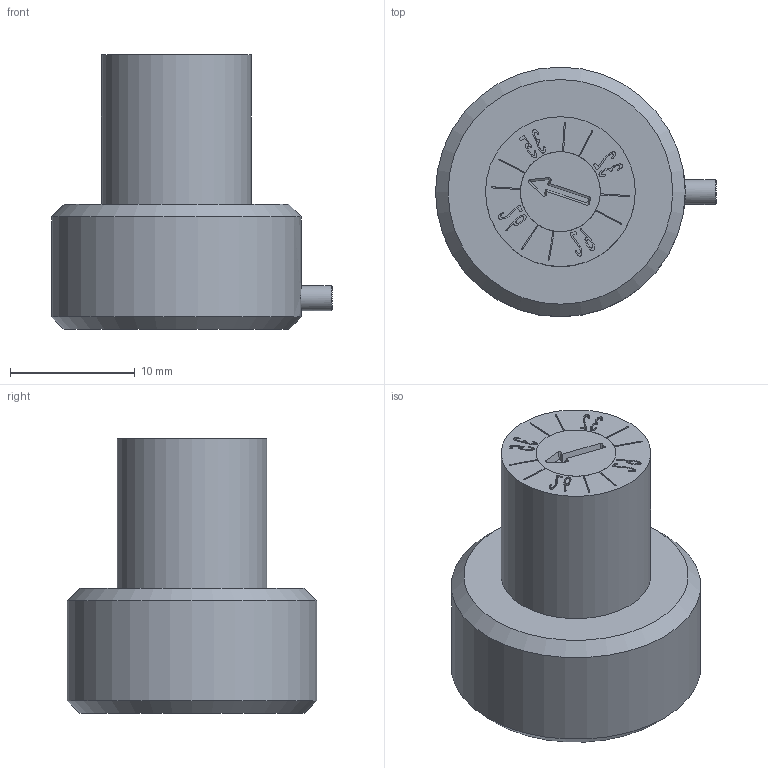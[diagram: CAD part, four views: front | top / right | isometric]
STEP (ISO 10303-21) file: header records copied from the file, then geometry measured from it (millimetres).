
FILE_DESCRIPTION(/* description */ (''),/* implementation_level */ '2;1');
FILE_NAME(/* name */ 'Dati-2100_CC$12$Jahr+11.stp',/* time_stamp */ '2025-09-18T08:10:20+02:00',/* author */ ('olafg'),/* organization */ (''),/* preprocessor_version */ 'ST-DEVELOPER v20',/* originating_system */ 'Autodesk Inventor 2024',/* authorisation */ '');
FILE_SCHEMA (('AUTOMOTIVE_DESIGN { 1 0 10303 214 3 1 1 }'));
Length unit declared in the file: millimetre
Products named in the file (4): Zusammenbau 1012; 1012-01-00 Hülse; 2012-05-00 Stelleinsatz; Unterteil 10
Assembly tree (3 placements, depth 2):
  Zusammenbau 1012
    1012-01-00 Hülse
    2012-05-00 Stelleinsatz
    Unterteil 10
Bounding box: 22.5 x 20 x 22 mm (x, y, z)
Volume: 4174 mm3; surface area: 2512.1 mm2
Topology: 3 solids, 3 shells, 260 faces, 719 edges, 479 vertices
Faces by surface type: bspline 156, plane 85, cone 10, cylinder 8, torus 1
Full cylindrical faces by diameter (mm): 2 x1, 3 x2, 4 x1, 6.4 x2, 12 x1, 20 x1
Entity records: 9310 total; most frequent: CARTESIAN_POINT 3583, ORIENTED_EDGE 1438, EDGE_CURVE 719, DIRECTION 663, VERTEX_POINT 479, LINE 337, VECTOR 337, B_SPLINE_CURVE_WITH_KNOTS 330
